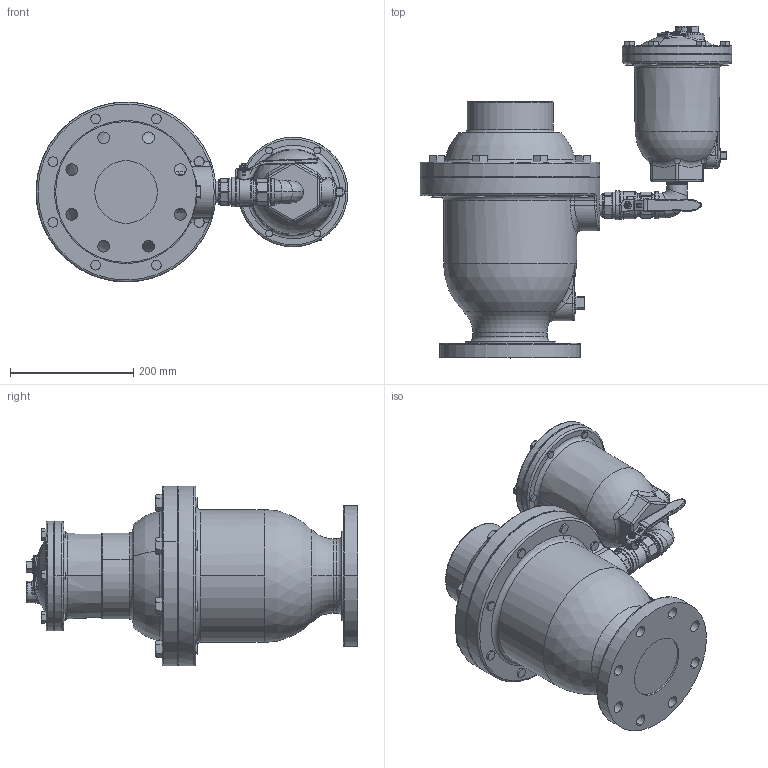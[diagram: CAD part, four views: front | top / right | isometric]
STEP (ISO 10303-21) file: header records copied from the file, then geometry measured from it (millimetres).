
FILE_DESCRIPTION((''),'2;1');
FILE_NAME('104S-38_SW0001','2023-10-31T09:05:51',('jlesh'),(''),'CREO PARAMETRIC BY PTC INC, 2023072','CREO PARAMETRIC BY PTC INC, 2023072','');
FILE_SCHEMA(('AUTOMOTIVE_DESIGN { 1 0 10303 214 1 1 1 1 }'));
Products named in the file (1): 104S-38_SW0001
Bounding box: 506.27 x 538.81 x 292.1 mm (x, y, z)
Volume: 17451327.9 mm3; surface area: 627496.2 mm2
Topology: 1 solids, 1 shells, 1233 faces, 3177 edges, 1920 vertices
Faces by surface type: plane 367, cylinder 274, bspline 250, cone 168, torus 96, sphere 46, extrusion 32
Entity records: 71669 total; most frequent: CARTESIAN_POINT 42373, ORIENTED_EDGE 6222, DIRECTION 4623, EDGE_CURVE 3111, VERTEX_POINT 1920, AXIS2_PLACEMENT_3D 1778, COLOUR_RGB 1333, EDGE_LOOP 1319
